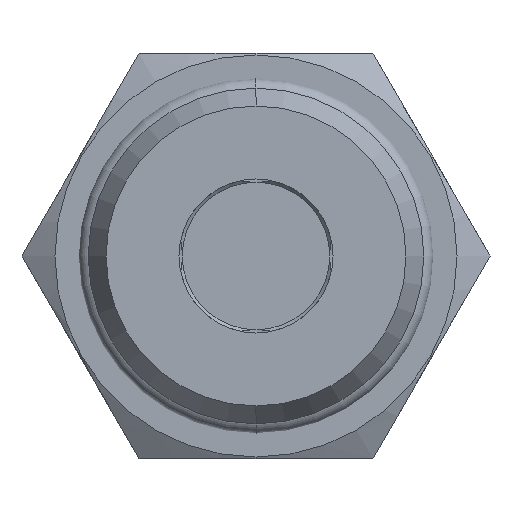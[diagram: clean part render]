
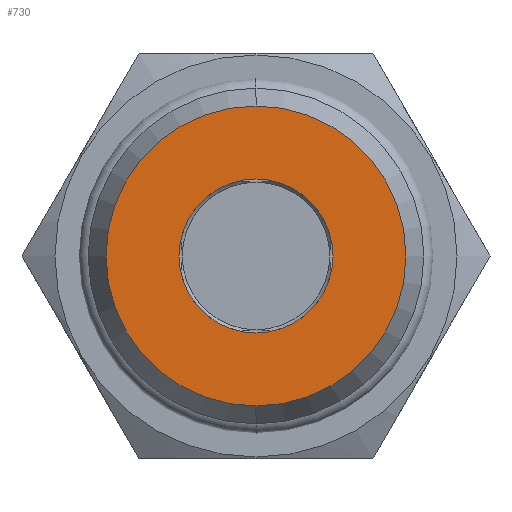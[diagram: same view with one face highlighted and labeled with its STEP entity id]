
A CAD part, front view. The second image highlights one B-rep face of the part: STEP entity #730.
In plain terms, the highlighted planar face has unit normal (0, -1, 0).
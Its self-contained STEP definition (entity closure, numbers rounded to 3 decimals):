
#17 = VERTEX_POINT ( 'NONE', #843 ) ;
#82 = VERTEX_POINT ( 'NONE', #901 ) ;
#84 = EDGE_CURVE ( 'NONE', #85, #82, #985, .T. ) ;
#85 = VERTEX_POINT ( 'NONE', #986 ) ;
#140 = VERTEX_POINT ( 'NONE', #1034 ) ;
#142 = EDGE_CURVE ( 'NONE', #140, #17, #1041, .T. ) ;
#709 = EDGE_LOOP ( 'NONE', ( #710, #747 ) ) ;
#710 = ORIENTED_EDGE ( 'NONE', *, *, #729, .F. ) ;
#715 = ORIENTED_EDGE ( 'NONE', *, *, #84, .T. ) ;
#729 = EDGE_CURVE ( 'NONE', #17, #140, #2205, .T. ) ;
#730 = ADVANCED_FACE ( 'NONE', ( #2206, #2200 ), #2199, .T. ) ;
#741 = EDGE_LOOP ( 'NONE', ( #715, #776 ) ) ;
#747 = ORIENTED_EDGE ( 'NONE', *, *, #142, .F. ) ;
#776 = ORIENTED_EDGE ( 'NONE', *, *, #777, .T. ) ;
#777 = EDGE_CURVE ( 'NONE', #82, #85, #2372, .T. ) ;
#843 = CARTESIAN_POINT ( 'NONE',  ( 0., 0., -4.75 ) ) ;
#901 = CARTESIAN_POINT ( 'NONE',  ( 0., 0., 9.25 ) ) ;
#981 = DIRECTION ( 'NONE',  ( 0., 0., -1. ) ) ;
#982 = DIRECTION ( 'NONE',  ( 0., -1., 0. ) ) ;
#983 = CARTESIAN_POINT ( 'NONE',  ( 0., 0., 0. ) ) ;
#984 = AXIS2_PLACEMENT_3D ( 'NONE', #983, #982, #981 ) ;
#985 = CIRCLE ( 'NONE', #984, 9.25 ) ;
#986 = CARTESIAN_POINT ( 'NONE',  ( 0., 0., -9.25 ) ) ;
#1034 = CARTESIAN_POINT ( 'NONE',  ( 0., 0., 4.75 ) ) ;
#1037 = DIRECTION ( 'NONE',  ( 0., 0., -1. ) ) ;
#1038 = DIRECTION ( 'NONE',  ( 0., -1., 0. ) ) ;
#1039 = CARTESIAN_POINT ( 'NONE',  ( 0., 0., 0. ) ) ;
#1040 = AXIS2_PLACEMENT_3D ( 'NONE', #1039, #1038, #1037 ) ;
#1041 = CIRCLE ( 'NONE', #1040, 4.75 ) ;
#2194 = DIRECTION ( 'NONE',  ( 0., 0., -1. ) ) ;
#2195 = DIRECTION ( 'NONE',  ( 0., -1., 0. ) ) ;
#2196 = CARTESIAN_POINT ( 'NONE',  ( 0., 0., 0. ) ) ;
#2197 = AXIS2_PLACEMENT_3D ( 'NONE', #2196, #2195, #2194 ) ;
#2199 = PLANE ( 'NONE',  #2197 ) ;
#2200 = FACE_BOUND ( 'NONE', #709, .T. ) ;
#2201 = DIRECTION ( 'NONE',  ( 0., 0., -1. ) ) ;
#2202 = DIRECTION ( 'NONE',  ( 0., -1., 0. ) ) ;
#2203 = CARTESIAN_POINT ( 'NONE',  ( 0., 0., 0. ) ) ;
#2204 = AXIS2_PLACEMENT_3D ( 'NONE', #2203, #2202, #2201 ) ;
#2205 = CIRCLE ( 'NONE', #2204, 4.75 ) ;
#2206 = FACE_OUTER_BOUND ( 'NONE', #741, .T. ) ;
#2335 = CARTESIAN_POINT ( 'NONE',  ( 0., 0., 0. ) ) ;
#2372 = CIRCLE ( 'NONE', #2397, 9.25 ) ;
#2391 = DIRECTION ( 'NONE',  ( 0., 0., -1. ) ) ;
#2393 = DIRECTION ( 'NONE',  ( 0., -1., 0. ) ) ;
#2397 = AXIS2_PLACEMENT_3D ( 'NONE', #2335, #2393, #2391 ) ;
